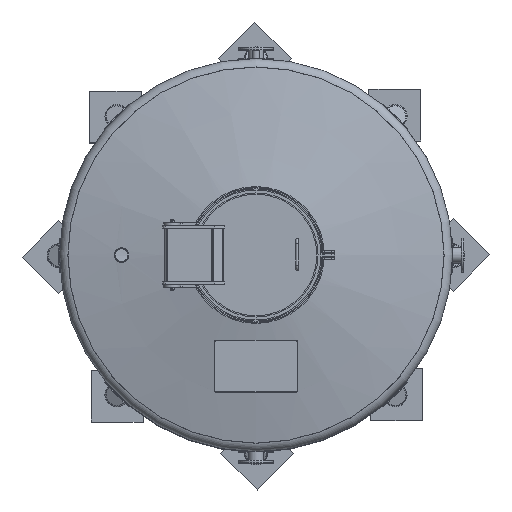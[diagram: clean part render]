
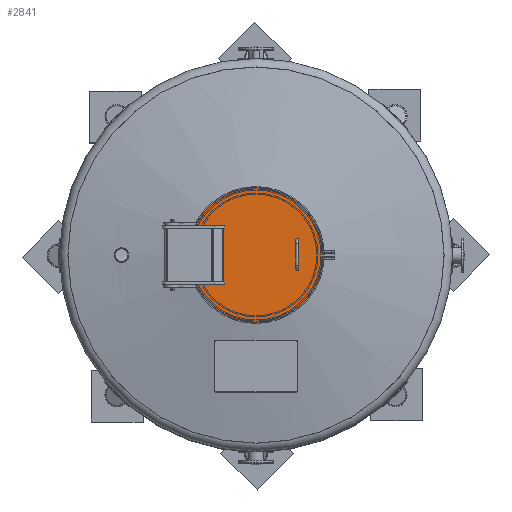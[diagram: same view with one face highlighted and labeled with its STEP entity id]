
A CAD part, top view. The second image highlights one B-rep face of the part: STEP entity #2841.
In plain terms, the highlighted planar face has unit normal (0, 0, 1).
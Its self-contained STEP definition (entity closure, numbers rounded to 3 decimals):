
#2841 = ADVANCED_FACE( '', ( #3590 ), #3591, .F. );
#3590 = FACE_OUTER_BOUND( '', #4858, .T. );
#3591 = PLANE( '', #4859 );
#4858 = EDGE_LOOP( '', ( #6418 ) );
#4859 = AXIS2_PLACEMENT_3D( '', #6419, #6420, #6421 );
#6418 = ORIENTED_EDGE( '', *, *, #7471, .F. );
#6419 = CARTESIAN_POINT( '', ( 0., 0., 6. ) );
#6420 = DIRECTION( '', ( 0., 0., -1. ) );
#6421 = DIRECTION( '', ( -1., 0., 0. ) );
#7471 = EDGE_CURVE( '', #8297, #8297, #8298, .T. );
#8297 = VERTEX_POINT( '', #10449 );
#8298 = CIRCLE( '', #10450, 326. );
#10449 = CARTESIAN_POINT( '', ( 326., 0., 6. ) );
#10450 = AXIS2_PLACEMENT_3D( '', #13717, #13718, #13719 );
#13717 = CARTESIAN_POINT( '', ( 0., 0., 6. ) );
#13718 = DIRECTION( '', ( 0., 0., -1. ) );
#13719 = DIRECTION( '', ( 1., 0., 0. ) );
